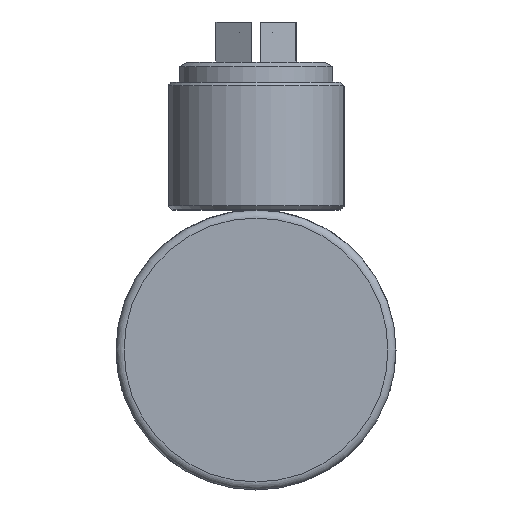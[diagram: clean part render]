
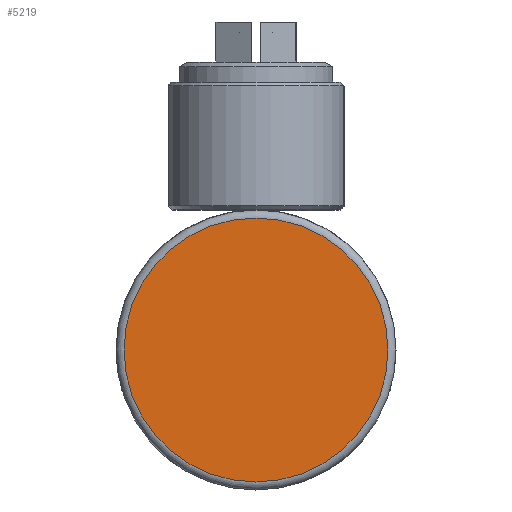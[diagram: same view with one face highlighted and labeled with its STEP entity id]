
A CAD part, left-side view. The second image highlights one B-rep face of the part: STEP entity #5219.
In plain terms, the highlighted planar face has unit normal (-1, 0, 0).
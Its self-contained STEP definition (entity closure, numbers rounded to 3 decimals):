
#817 = VERTEX_POINT ( 'NONE', #3031 ) ;
#2487 = FACE_OUTER_BOUND ( 'NONE', #5526, .T. ) ;
#2591 = DIRECTION ( 'NONE',  ( 0., 0., 1. ) ) ;
#2818 = AXIS2_PLACEMENT_3D ( 'NONE', #6609, #4309, #2591 ) ;
#3031 = CARTESIAN_POINT ( 'NONE',  ( -14., 0., 16.5 ) ) ;
#3490 = ORIENTED_EDGE ( 'NONE', *, *, #5690, .T. ) ;
#3572 = DIRECTION ( 'NONE',  ( 0., 0., 1. ) ) ;
#3642 = PLANE ( 'NONE',  #5492 ) ;
#4309 = DIRECTION ( 'NONE',  ( -1., 0., 0. ) ) ;
#5219 = ADVANCED_FACE ( 'NONE', ( #2487 ), #3642, .T. ) ;
#5492 = AXIS2_PLACEMENT_3D ( 'NONE', #5864, #6394, #3572 ) ;
#5526 = EDGE_LOOP ( 'NONE', ( #3490 ) ) ;
#5690 = EDGE_CURVE ( 'NONE', #817, #817, #5989, .T. ) ;
#5864 = CARTESIAN_POINT ( 'NONE',  ( -14., 0., 16.5 ) ) ;
#5989 = CIRCLE ( 'NONE', #2818, 16.5 ) ;
#6394 = DIRECTION ( 'NONE',  ( -1., 0., 0. ) ) ;
#6609 = CARTESIAN_POINT ( 'NONE',  ( -14., 0., 0. ) ) ;
